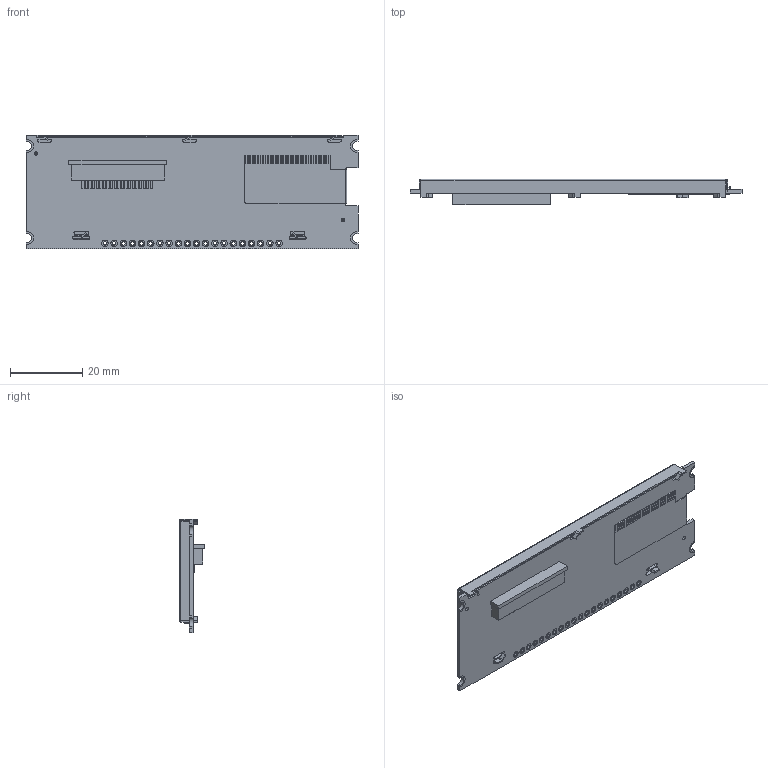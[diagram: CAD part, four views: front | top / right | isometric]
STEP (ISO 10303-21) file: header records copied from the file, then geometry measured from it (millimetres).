
FILE_DESCRIPTION (( 'STEP AP214' ), '1' );
FILE_NAME ('NHD-0420CW-AB3.STEP', '2023-12-08T22:07:11', ( '' ), ( '' ), 'SwSTEP 2.0', 'SolidWorks 2021', '' );
FILE_SCHEMA (( 'AUTOMOTIVE_DESIGN' ));
Length unit declared in the file: millimetre
Products named in the file (1): NHD-0420CW-AB3
Bounding box: 92 x 7 x 31.5 mm (x, y, z)
Volume: 9946.9 mm3; surface area: 19251.5 mm2
Topology: 85 solids, 85 shells, 866 faces, 2068 edges, 1372 vertices
Faces by surface type: plane 667, cylinder 193, torus 6
Entity records: 25877 total; most frequent: CARTESIAN_POINT 4307, DIRECTION 4197, ORIENTED_EDGE 4136, EDGE_CURVE 2068, VECTOR 1673, LINE 1673, VERTEX_POINT 1372, AXIS2_PLACEMENT_3D 1262
